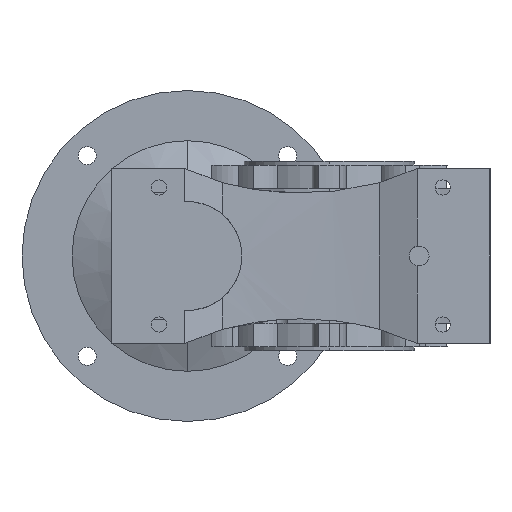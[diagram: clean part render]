
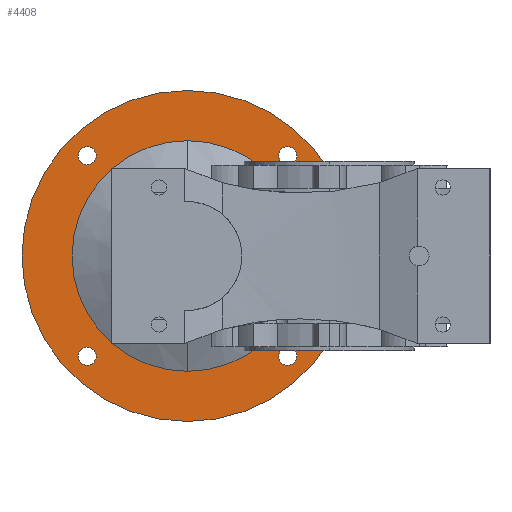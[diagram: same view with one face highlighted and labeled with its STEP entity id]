
A CAD part, left-side view. The second image highlights one B-rep face of the part: STEP entity #4408.
In plain terms, the highlighted face is planar.
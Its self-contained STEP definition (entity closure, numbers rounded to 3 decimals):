
#891 = ORIENTED_EDGE ( 'NONE', *, *, #5269, .T. ) ;
#892 = ORIENTED_EDGE ( 'NONE', *, *, #5221, .T. ) ;
#893 = ORIENTED_EDGE ( 'NONE', *, *, #5264, .F. ) ;
#894 = ORIENTED_EDGE ( 'NONE', *, *, #5223, .F. ) ;
#895 = ORIENTED_EDGE ( 'NONE', *, *, #5215, .T. ) ;
#896 = ORIENTED_EDGE ( 'NONE', *, *, #5268, .T. ) ;
#897 = ORIENTED_EDGE ( 'NONE', *, *, #5211, .T. ) ;
#898 = ORIENTED_EDGE ( 'NONE', *, *, #5267, .T. ) ;
#899 = ORIENTED_EDGE ( 'NONE', *, *, #5207, .T. ) ;
#900 = ORIENTED_EDGE ( 'NONE', *, *, #5266, .T. ) ;
#901 = ORIENTED_EDGE ( 'NONE', *, *, #5204, .T. ) ;
#902 = ORIENTED_EDGE ( 'NONE', *, *, #5265, .T. ) ;
#1662 = DIRECTION ( 'NONE',  ( -1., 0., 0. ) ) ;
#1663 = CARTESIAN_POINT ( 'NONE',  ( -18., -106.066, -106.066 ) ) ;
#1664 = CARTESIAN_POINT ( 'NONE',  ( -18., -106.066, 106.066 ) ) ;
#1666 = DIRECTION ( 'NONE',  ( 0., 0., 1. ) ) ;
#1667 = DIRECTION ( 'NONE',  ( -1., 0., 0. ) ) ;
#1669 = CARTESIAN_POINT ( 'NONE',  ( -18., -106.066, -106.066 ) ) ;
#1670 = DIRECTION ( 'NONE',  ( 0., 0., 1. ) ) ;
#1671 = DIRECTION ( 'NONE',  ( -1., 0., 0. ) ) ;
#1672 = CARTESIAN_POINT ( 'NONE',  ( -18., 106.066, -106.066 ) ) ;
#1675 = DIRECTION ( 'NONE',  ( 0., 0., 1. ) ) ;
#1676 = DIRECTION ( 'NONE',  ( -1., 0., 0. ) ) ;
#1677 = CARTESIAN_POINT ( 'NONE',  ( -18., 0., 0. ) ) ;
#1694 = DIRECTION ( 'NONE',  ( 0., 0., 1. ) ) ;
#1695 = DIRECTION ( 'NONE',  ( -1., 0., 0. ) ) ;
#1701 = CARTESIAN_POINT ( 'NONE',  ( -18., 106.066, -106.066 ) ) ;
#1804 = DIRECTION ( 'NONE',  ( 0., 0., 1. ) ) ;
#1805 = DIRECTION ( 'NONE',  ( -1., 0., 0. ) ) ;
#1806 = CARTESIAN_POINT ( 'NONE',  ( -18., 0., 0. ) ) ;
#1810 = DIRECTION ( 'NONE',  ( 0., 0., 1. ) ) ;
#1812 = DIRECTION ( 'NONE',  ( -1., 0., 0. ) ) ;
#1814 = CARTESIAN_POINT ( 'NONE',  ( -18., 0., 0. ) ) ;
#1829 = DIRECTION ( 'NONE',  ( 0., 0., 1. ) ) ;
#1831 = DIRECTION ( 'NONE',  ( -1., 0., 0. ) ) ;
#1832 = CARTESIAN_POINT ( 'NONE',  ( -18., 106.066, 106.066 ) ) ;
#1843 = DIRECTION ( 'NONE',  ( 0., 0., 1. ) ) ;
#1844 = DIRECTION ( 'NONE',  ( -1., 0., 0. ) ) ;
#1846 = CARTESIAN_POINT ( 'NONE',  ( -18., -106.066, 106.066 ) ) ;
#1856 = DIRECTION ( 'NONE',  ( 0., 0., 1. ) ) ;
#1857 = DIRECTION ( 'NONE',  ( -1., 0., 0. ) ) ;
#4408 = ADVANCED_FACE ( 'NONE', ( #5985, #5960, #5992, #5990, #5993, #5991 ), #8913, .F. ) ;
#5204 = EDGE_CURVE ( 'NONE', #6633, #6631, #9845, .T. ) ;
#5207 = EDGE_CURVE ( 'NONE', #6661, #6630, #9848, .T. ) ;
#5211 = EDGE_CURVE ( 'NONE', #6627, #6626, #9853, .T. ) ;
#5215 = EDGE_CURVE ( 'NONE', #6623, #6622, #9859, .T. ) ;
#5221 = EDGE_CURVE ( 'NONE', #6613, #6612, #9871, .T. ) ;
#5223 = EDGE_CURVE ( 'NONE', #6614, #6611, #9873, .T. ) ;
#5264 = EDGE_CURVE ( 'NONE', #6611, #6614, #9934, .T. ) ;
#5265 = EDGE_CURVE ( 'NONE', #6631, #6633, #9935, .T. ) ;
#5266 = EDGE_CURVE ( 'NONE', #6630, #6661, #9936, .T. ) ;
#5267 = EDGE_CURVE ( 'NONE', #6626, #6627, #9937, .T. ) ;
#5268 = EDGE_CURVE ( 'NONE', #6622, #6623, #9938, .T. ) ;
#5269 = EDGE_CURVE ( 'NONE', #6612, #6613, #9939, .T. ) ;
#5960 = FACE_BOUND ( 'NONE', #6094, .T. ) ;
#5985 = FACE_BOUND ( 'NONE', #6097, .T. ) ;
#5990 = FACE_BOUND ( 'NONE', #6092, .T. ) ;
#5991 = FACE_BOUND ( 'NONE', #6100, .T. ) ;
#5992 = FACE_BOUND ( 'NONE', #6098, .T. ) ;
#5993 = FACE_OUTER_BOUND ( 'NONE', #6095, .T. ) ;
#6092 = EDGE_LOOP ( 'NONE', ( #896, #895 ) ) ;
#6094 = EDGE_LOOP ( 'NONE', ( #900, #899 ) ) ;
#6095 = EDGE_LOOP ( 'NONE', ( #894, #893 ) ) ;
#6097 = EDGE_LOOP ( 'NONE', ( #902, #901 ) ) ;
#6098 = EDGE_LOOP ( 'NONE', ( #898, #897 ) ) ;
#6100 = EDGE_LOOP ( 'NONE', ( #892, #891 ) ) ;
#6611 = VERTEX_POINT ( 'NONE', #12366 ) ;
#6612 = VERTEX_POINT ( 'NONE', #12361 ) ;
#6613 = VERTEX_POINT ( 'NONE', #12365 ) ;
#6614 = VERTEX_POINT ( 'NONE', #12360 ) ;
#6622 = VERTEX_POINT ( 'NONE', #12353 ) ;
#6623 = VERTEX_POINT ( 'NONE', #12351 ) ;
#6626 = VERTEX_POINT ( 'NONE', #12348 ) ;
#6627 = VERTEX_POINT ( 'NONE', #12347 ) ;
#6630 = VERTEX_POINT ( 'NONE', #12344 ) ;
#6631 = VERTEX_POINT ( 'NONE', #12343 ) ;
#6633 = VERTEX_POINT ( 'NONE', #12341 ) ;
#6661 = VERTEX_POINT ( 'NONE', #12313 ) ;
#7189 = AXIS2_PLACEMENT_3D ( 'NONE', #1701, #1695, #1694 ) ;
#7191 = AXIS2_PLACEMENT_3D ( 'NONE', #1663, #1857, #1856 ) ;
#7193 = AXIS2_PLACEMENT_3D ( 'NONE', #1846, #1844, #1843 ) ;
#7195 = AXIS2_PLACEMENT_3D ( 'NONE', #1832, #1831, #1829 ) ;
#7198 = AXIS2_PLACEMENT_3D ( 'NONE', #1814, #1812, #1810 ) ;
#7199 = AXIS2_PLACEMENT_3D ( 'NONE', #1806, #1805, #1804 ) ;
#7222 = AXIS2_PLACEMENT_3D ( 'NONE', #1677, #1676, #1675 ) ;
#7223 = AXIS2_PLACEMENT_3D ( 'NONE', #1672, #1671, #1670 ) ;
#7224 = AXIS2_PLACEMENT_3D ( 'NONE', #1669, #1667, #1666 ) ;
#7225 = AXIS2_PLACEMENT_3D ( 'NONE', #1664, #1662, #12475 ) ;
#7226 = AXIS2_PLACEMENT_3D ( 'NONE', #12482, #12488, #12611 ) ;
#7227 = AXIS2_PLACEMENT_3D ( 'NONE', #12477, #12352, #12355 ) ;
#8808 = AXIS2_PLACEMENT_3D ( 'NONE', #8912, #8928, #8900 ) ;
#8900 = DIRECTION ( 'NONE',  ( 0., 0., 1. ) ) ;
#8912 = CARTESIAN_POINT ( 'NONE',  ( -18., 175., 0. ) ) ;
#8913 = PLANE ( 'NONE',  #8808 ) ;
#8928 = DIRECTION ( 'NONE',  ( -1., 0., 0. ) ) ;
#9845 = CIRCLE ( 'NONE', #7189, 9.5 ) ;
#9848 = CIRCLE ( 'NONE', #7191, 9.5 ) ;
#9853 = CIRCLE ( 'NONE', #7193, 9.5 ) ;
#9859 = CIRCLE ( 'NONE', #7195, 9.5 ) ;
#9871 = CIRCLE ( 'NONE', #7198, 122. ) ;
#9873 = CIRCLE ( 'NONE', #7199, 175. ) ;
#9934 = CIRCLE ( 'NONE', #7222, 175. ) ;
#9935 = CIRCLE ( 'NONE', #7223, 9.5 ) ;
#9936 = CIRCLE ( 'NONE', #7224, 9.5 ) ;
#9937 = CIRCLE ( 'NONE', #7225, 9.5 ) ;
#9938 = CIRCLE ( 'NONE', #7226, 9.5 ) ;
#9939 = CIRCLE ( 'NONE', #7227, 122. ) ;
#12313 = CARTESIAN_POINT ( 'NONE',  ( -18., -106.066, -115.566 ) ) ;
#12341 = CARTESIAN_POINT ( 'NONE',  ( -18., 106.066, -115.566 ) ) ;
#12343 = CARTESIAN_POINT ( 'NONE',  ( -18., 106.066, -96.566 ) ) ;
#12344 = CARTESIAN_POINT ( 'NONE',  ( -18., -106.066, -96.566 ) ) ;
#12347 = CARTESIAN_POINT ( 'NONE',  ( -18., -106.066, 96.566 ) ) ;
#12348 = CARTESIAN_POINT ( 'NONE',  ( -18., -106.066, 115.566 ) ) ;
#12351 = CARTESIAN_POINT ( 'NONE',  ( -18., 106.066, 96.566 ) ) ;
#12352 = DIRECTION ( 'NONE',  ( -1., 0., 0. ) ) ;
#12353 = CARTESIAN_POINT ( 'NONE',  ( -18., 106.066, 115.566 ) ) ;
#12355 = DIRECTION ( 'NONE',  ( 0., 0., 1. ) ) ;
#12360 = CARTESIAN_POINT ( 'NONE',  ( -18., 0., 175. ) ) ;
#12361 = CARTESIAN_POINT ( 'NONE',  ( -18., 0., -122. ) ) ;
#12365 = CARTESIAN_POINT ( 'NONE',  ( -18., 0., 122. ) ) ;
#12366 = CARTESIAN_POINT ( 'NONE',  ( -18., 0., -175. ) ) ;
#12475 = DIRECTION ( 'NONE',  ( 0., 0., 1. ) ) ;
#12477 = CARTESIAN_POINT ( 'NONE',  ( -18., 0., 0. ) ) ;
#12482 = CARTESIAN_POINT ( 'NONE',  ( -18., 106.066, 106.066 ) ) ;
#12488 = DIRECTION ( 'NONE',  ( -1., 0., 0. ) ) ;
#12611 = DIRECTION ( 'NONE',  ( 0., 0., 1. ) ) ;
